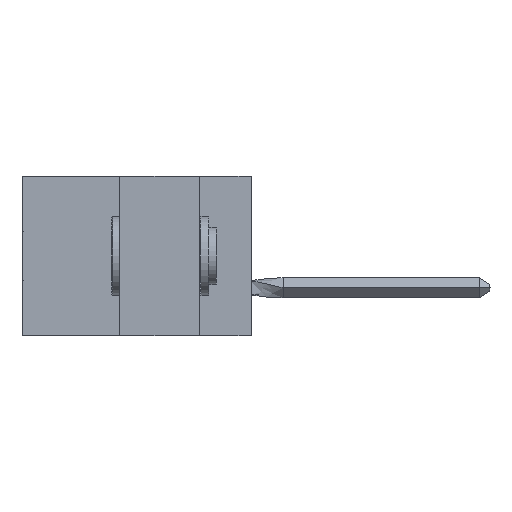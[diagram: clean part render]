
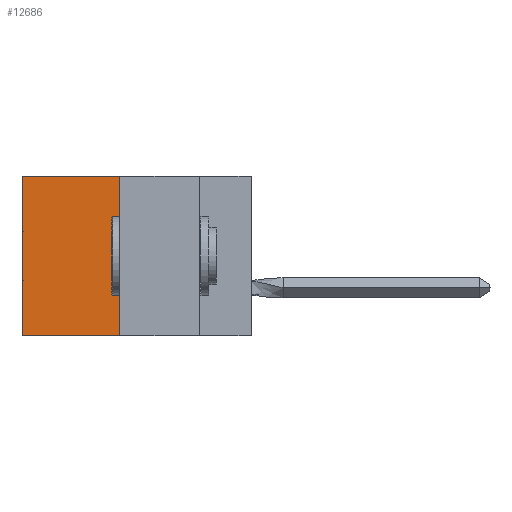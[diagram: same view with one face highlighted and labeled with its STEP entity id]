
A CAD part, left-side view. The second image highlights one B-rep face of the part: STEP entity #12686.
In plain terms, the highlighted planar face has unit normal (-1, 0, 0).
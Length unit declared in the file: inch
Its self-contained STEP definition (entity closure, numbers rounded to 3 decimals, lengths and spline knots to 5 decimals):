
#2951 = CARTESIAN_POINT ( 'NONE',  ( 0.305, 0.72, 0. ) ) ;
#2957 = DIRECTION ( 'NONE',  ( 0., 0., -1. ) ) ;
#2958 = DIRECTION ( 'NONE',  ( 0., 1., 0. ) ) ;
#3495 = VECTOR ( 'NONE', #2957, 39.37008 ) ;
#4247 = FACE_OUTER_BOUND ( 'NONE', #26367, .T. ) ;
#5034 = CARTESIAN_POINT ( 'NONE',  ( 0.305, 0.413, -0.5 ) ) ;
#5641 = EDGE_CURVE ( 'NONE', #34077, #9070, #16663, .T. ) ;
#6616 = AXIS2_PLACEMENT_3D ( 'NONE', #21727, #15373, #28317 ) ;
#7128 = VECTOR ( 'NONE', #19046, 39.37008 ) ;
#8131 = PLANE ( 'NONE',  #6616 ) ;
#8843 = VERTEX_POINT ( 'NONE', #5034 ) ;
#9070 = VERTEX_POINT ( 'NONE', #33349 ) ;
#9297 = CARTESIAN_POINT ( 'NONE',  ( 0.305, 0.413, -0.5 ) ) ;
#10215 = LINE ( 'NONE', #9297, #27102 ) ;
#11478 = VECTOR ( 'NONE', #25960, 39.37008 ) ;
#12352 = CARTESIAN_POINT ( 'NONE',  ( 0.305, 0.413, 0. ) ) ;
#12686 = ADVANCED_FACE ( 'NONE', ( #4247 ), #8131, .F. ) ;
#14379 = EDGE_CURVE ( 'NONE', #22666, #34077, #43135, .T. ) ;
#14635 = EDGE_CURVE ( 'NONE', #22666, #8843, #32605, .T. ) ;
#15373 = DIRECTION ( 'NONE',  ( 1., 0., 0. ) ) ;
#16663 = LINE ( 'NONE', #42187, #7128 ) ;
#19046 = DIRECTION ( 'NONE',  ( 0., 0., -1. ) ) ;
#21727 = CARTESIAN_POINT ( 'NONE',  ( 0.305, 0.413, -0.5 ) ) ;
#22666 = VERTEX_POINT ( 'NONE', #34847 ) ;
#24147 = ORIENTED_EDGE ( 'NONE', *, *, #14635, .F. ) ;
#25960 = DIRECTION ( 'NONE',  ( 0., 1., 0. ) ) ;
#26367 = EDGE_LOOP ( 'NONE', ( #36885, #38389, #24147, #42397 ) ) ;
#27102 = VECTOR ( 'NONE', #2958, 39.37008 ) ;
#28317 = DIRECTION ( 'NONE',  ( 0., 0., -1. ) ) ;
#28372 = EDGE_CURVE ( 'NONE', #8843, #9070, #10215, .T. ) ;
#32605 = LINE ( 'NONE', #43526, #3495 ) ;
#33349 = CARTESIAN_POINT ( 'NONE',  ( 0.305, 0.72, -0.5 ) ) ;
#34077 = VERTEX_POINT ( 'NONE', #2951 ) ;
#34847 = CARTESIAN_POINT ( 'NONE',  ( 0.305, 0.413, 0. ) ) ;
#36885 = ORIENTED_EDGE ( 'NONE', *, *, #5641, .T. ) ;
#38389 = ORIENTED_EDGE ( 'NONE', *, *, #28372, .F. ) ;
#42187 = CARTESIAN_POINT ( 'NONE',  ( 0.305, 0.72, -0.5 ) ) ;
#42397 = ORIENTED_EDGE ( 'NONE', *, *, #14379, .T. ) ;
#43135 = LINE ( 'NONE', #12352, #11478 ) ;
#43526 = CARTESIAN_POINT ( 'NONE',  ( 0.305, 0.413, -0.5 ) ) ;
